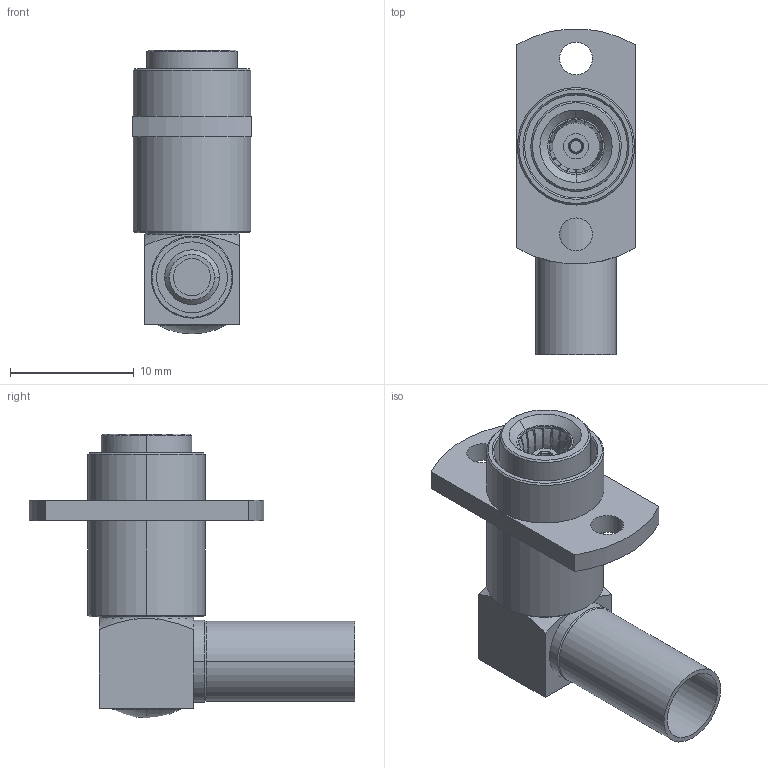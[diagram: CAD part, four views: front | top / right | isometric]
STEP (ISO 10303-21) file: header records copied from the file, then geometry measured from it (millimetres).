
FILE_DESCRIPTION (( 'STEP AP203' ), '1' );
FILE_NAME ('PE45332.step', '2019-09-03T15:07:27', ( '' ), ( '' ), 'SwSTEP 2.0', 'SolidWorks 2018', '' );
FILE_SCHEMA (( 'CONFIG_CONTROL_DESIGN' ));
Length unit declared in the file: inch
Products named in the file (1): PE45332
Bounding box: 9.6 x 26.29 x 22.91 mm (x, y, z)
Volume: 1650.2 mm3; surface area: 2152.9 mm2
Topology: 1 solids, 1 shells, 204 faces, 636 edges, 417 vertices
Faces by surface type: plane 96, cylinder 80, cone 22, bspline 4, sphere 2
Entity records: 7725 total; most frequent: CARTESIAN_POINT 2308, ORIENTED_EDGE 1272, DIRECTION 954, EDGE_CURVE 636, VERTEX_POINT 417, AXIS2_PLACEMENT_3D 371, B_SPLINE_CURVE_WITH_KNOTS 232, EDGE_LOOP 227
